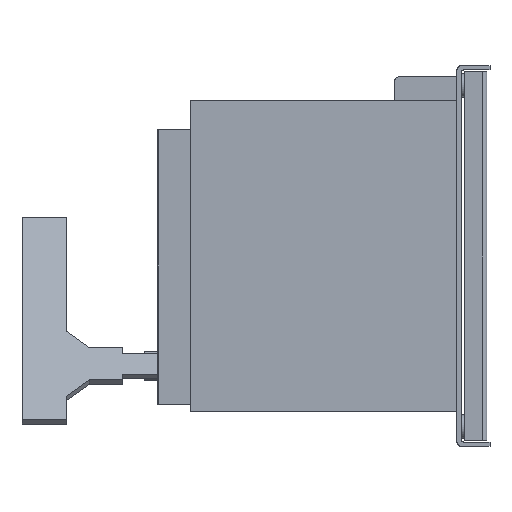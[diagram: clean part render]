
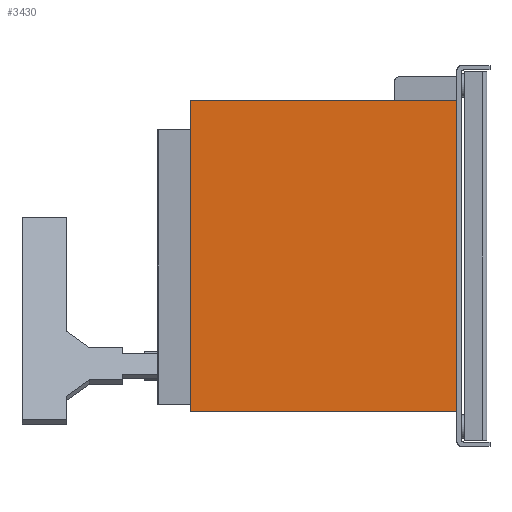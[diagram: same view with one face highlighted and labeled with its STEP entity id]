
A CAD part, left-side view. The second image highlights one B-rep face of the part: STEP entity #3430.
In plain terms, the highlighted planar face has unit normal (-1, 0, 0).
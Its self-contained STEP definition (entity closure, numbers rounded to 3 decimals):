
#54 = EDGE_CURVE ( 'NONE', #7257, #5377, #7534, .T. ) ;
#237 = LINE ( 'NONE', #8112, #528 ) ;
#440 = VECTOR ( 'NONE', #1565, 1000. ) ;
#528 = VECTOR ( 'NONE', #2502, 1000. ) ;
#658 = VERTEX_POINT ( 'NONE', #782 ) ;
#782 = CARTESIAN_POINT ( 'NONE',  ( -75.5, 121., -70.5 ) ) ;
#872 = CARTESIAN_POINT ( 'NONE',  ( -75.5, 121., 0. ) ) ;
#1053 = ORIENTED_EDGE ( 'NONE', *, *, #6706, .F. ) ;
#1189 = CARTESIAN_POINT ( 'NONE',  ( -75.5, 0., -70.5 ) ) ;
#1361 = VECTOR ( 'NONE', #5181, 1000. ) ;
#1565 = DIRECTION ( 'NONE',  ( 0., 1., 0. ) ) ;
#1943 = ORIENTED_EDGE ( 'NONE', *, *, #6185, .F. ) ;
#2073 = CARTESIAN_POINT ( 'NONE',  ( -75.5, 0., 70.5 ) ) ;
#2396 = EDGE_CURVE ( 'NONE', #7257, #4493, #4073, .T. ) ;
#2475 = CARTESIAN_POINT ( 'NONE',  ( -75.5, 0., 84.5 ) ) ;
#2502 = DIRECTION ( 'NONE',  ( 0., 1., 0. ) ) ;
#2519 = ORIENTED_EDGE ( 'NONE', *, *, #2396, .T. ) ;
#3165 = AXIS2_PLACEMENT_3D ( 'NONE', #7996, #5475, #7400 ) ;
#3430 = ADVANCED_FACE ( 'NONE', ( #4942 ), #7650, .T. ) ;
#4073 = LINE ( 'NONE', #7226, #440 ) ;
#4280 = LINE ( 'NONE', #872, #1361 ) ;
#4283 = DIRECTION ( 'NONE',  ( 0., 0., -1. ) ) ;
#4366 = VECTOR ( 'NONE', #4283, 1000. ) ;
#4493 = VERTEX_POINT ( 'NONE', #4611 ) ;
#4611 = CARTESIAN_POINT ( 'NONE',  ( -75.5, 121., 70.5 ) ) ;
#4942 = FACE_OUTER_BOUND ( 'NONE', #7160, .T. ) ;
#5181 = DIRECTION ( 'NONE',  ( 0., 0., 1. ) ) ;
#5327 = ORIENTED_EDGE ( 'NONE', *, *, #54, .F. ) ;
#5377 = VERTEX_POINT ( 'NONE', #1189 ) ;
#5475 = DIRECTION ( 'NONE',  ( -1., 0., 0. ) ) ;
#6185 = EDGE_CURVE ( 'NONE', #658, #4493, #4280, .T. ) ;
#6706 = EDGE_CURVE ( 'NONE', #5377, #658, #237, .T. ) ;
#7160 = EDGE_LOOP ( 'NONE', ( #5327, #2519, #1943, #1053 ) ) ;
#7226 = CARTESIAN_POINT ( 'NONE',  ( -75.5, -1.5, 70.5 ) ) ;
#7257 = VERTEX_POINT ( 'NONE', #2073 ) ;
#7400 = DIRECTION ( 'NONE',  ( 0., 0., 1. ) ) ;
#7534 = LINE ( 'NONE', #2475, #4366 ) ;
#7650 = PLANE ( 'NONE',  #3165 ) ;
#7996 = CARTESIAN_POINT ( 'NONE',  ( -75.5, -1.5, 0. ) ) ;
#8112 = CARTESIAN_POINT ( 'NONE',  ( -75.5, -1.5, -70.5 ) ) ;
